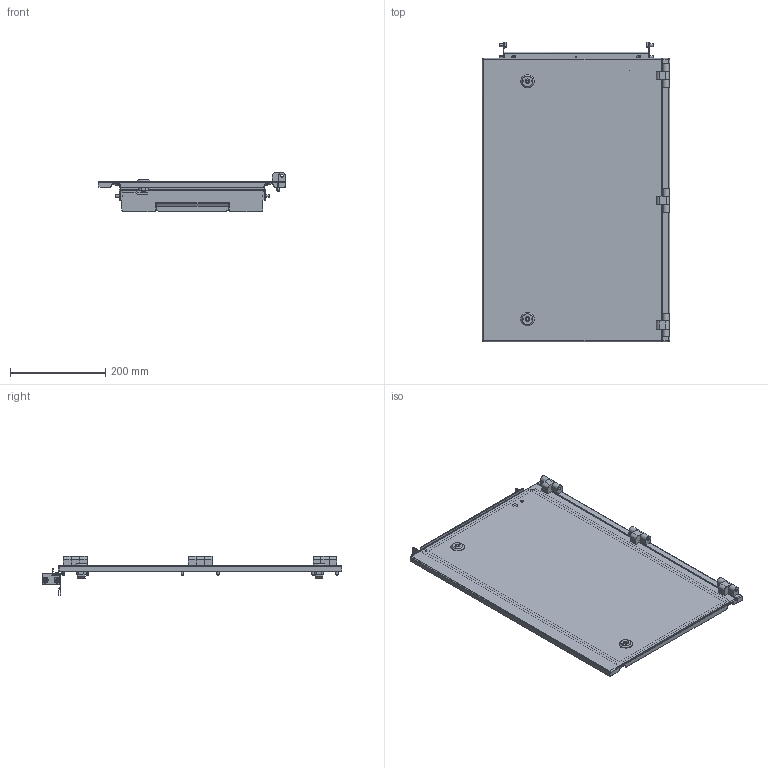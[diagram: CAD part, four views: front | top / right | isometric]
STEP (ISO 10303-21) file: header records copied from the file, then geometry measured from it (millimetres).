
FILE_DESCRIPTION (( 'STEP AP214' ), '1' );
FILE_NAME ('YKM40D-FO-DMS-060-040-54 FORMAT Äâåðü ìåòàëëè÷åñêàÿ ÷àñòè÷íàÿ 600õ400ìì IP54 IEK.STEP', '2022-05-30T08:39:59', ( '' ), ( '' ), 'SwSTEP 2.0', 'SolidWorks 2017', '' );
FILE_SCHEMA (( 'AUTOMOTIVE_DESIGN' ));
Length unit declared in the file: millimetre
Products named in the file (1): YKM40D-FO-DMS-060-040-54 FORMAT Äâåðü ìåòàëëè÷åñêàÿ ÷àñòè÷íàÿ 600õ400ìì IP54 IEK
Bounding box: 394 x 630.5 x 82.1 mm (x, y, z)
Volume: 579695.2 mm3; surface area: 707570.6 mm2
Topology: 40 solids, 40 shells, 1359 faces, 3438 edges, 2179 vertices
Faces by surface type: plane 644, cylinder 467, cone 150, bspline 72, sphere 22, torus 4
Entity records: 58936 total; most frequent: CARTESIAN_POINT 10859, DIRECTION 6854, ORIENTED_EDGE 6832, EDGE_CURVE 3416, AXIS2_PLACEMENT_3D 2616, VERTEX_POINT 2179, LINE 1622, VECTOR 1622
